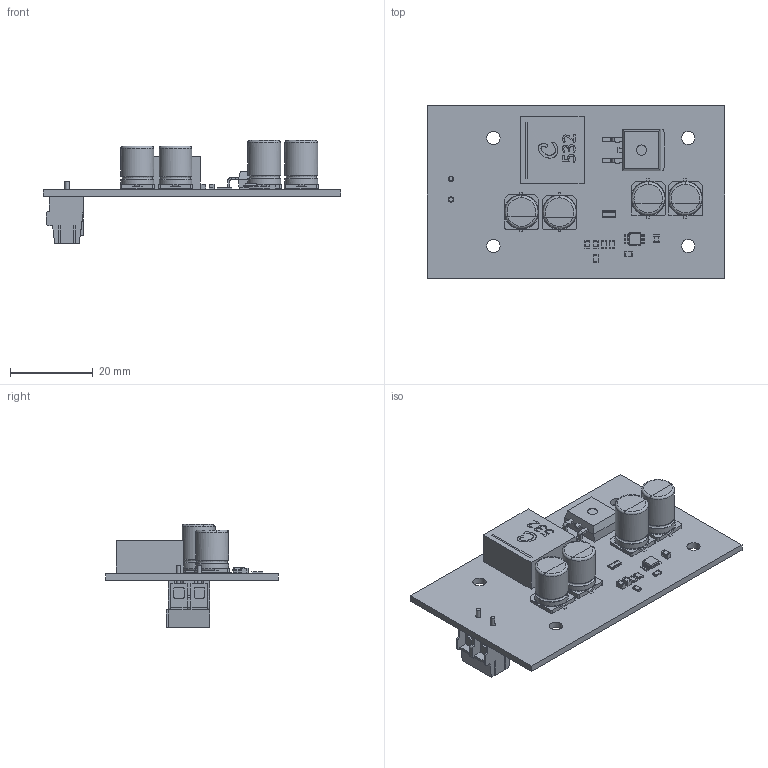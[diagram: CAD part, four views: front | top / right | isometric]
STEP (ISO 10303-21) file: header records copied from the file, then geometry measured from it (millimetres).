
FILE_DESCRIPTION(('KiCad electronic assembly'),'2;1');
FILE_NAME('coprocessor-psu.step','2023-01-15T15:39:47',('Pcbnew'),( 'Kicad'),'Open CASCADE STEP processor 7.6','KiCad to STEP converter' ,'Unknown');
FILE_SCHEMA(('AUTOMOTIVE_DESIGN { 1 0 10303 214 1 1 1 1 }'));
Length unit declared in the file: millimetre
Products named in the file (20): coprocessor-psu 1; VSSOP-8_3.0x3.0mm_P0.65mm; SOLID; R_0805_2012Metric; C_0805_2012Metric; Coilcraft-XAL1580-532; TO-263-2; CP_Elec_8x11.9; R_0612_1632Metric; CP_Elec_8x10.5; TerminalBlock_Phoenix_PT-1,5-2-5.0-H_1x02_P5.00mm_Horizontal; coprocessor-psu PCB
Assembly tree (26 placements, depth 3):
  coprocessor-psu 1
    VSSOP-8_3.0x3.0mm_P0.65mm
      SOLID
    R_0805_2012Metric  x4
      SOLID
    C_0805_2012Metric  x3
      SOLID
    Coilcraft-XAL1580-532
      SOLID
    TO-263-2
      SOLID
    CP_Elec_8x11.9  x2
      SOLID
    R_0612_1632Metric
      SOLID
    CP_Elec_8x10.5  x2
      SOLID
    TerminalBlock_Phoenix_PT-1,5-2-5.0-H_1x02_P5.00mm_Horizontal
      SOLID
    coprocessor-psu PCB
Bounding box: 72 x 41.8 x 25 mm (x, y, z)
Volume: 10098.8 mm3; surface area: 10825.7 mm2
Topology: 17 solids, 17 shells, 834 faces, 2136 edges, 1366 vertices
Faces by surface type: plane 536, cylinder 190, bspline 88, torus 16, revolution 4
Full cylindrical faces by diameter (mm): 0.25 x1, 1 x2, 1.3 x2, 2.2 x2, 2.5 x1, 3.2 x4, 3.8 x2, 4 x2, 8 x8
Entity records: 53292 total; most frequent: CARTESIAN_POINT 18006, DIRECTION 5579, LINE 3773, VECTOR 3773, ORIENTED_EDGE 3164, PCURVE 3164, DEFINITIONAL_REPRESENTATION 3164, EDGE_CURVE 1582
